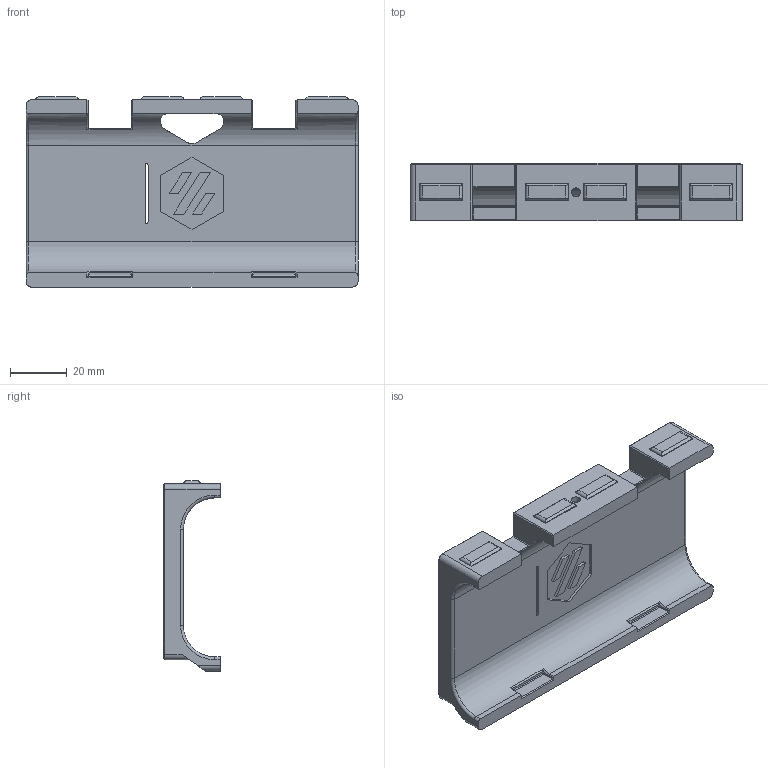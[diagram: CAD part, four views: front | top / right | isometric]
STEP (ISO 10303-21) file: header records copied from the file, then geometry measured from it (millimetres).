
FILE_DESCRIPTION(/* description */ (''),/* implementation_level */ '2;1');
FILE_NAME(/* name */ 'Middle_Skirt_Front.step',/* time_stamp */ '2022-05-08T20:32:13+02:00',/* author */ (''),/* organization */ (''),/* preprocessor_version */ 'ST-DEVELOPER v18.1',/* originating_system */ 'Autodesk Translation Framework v10.14.0.1471',/* authorisation */ '');
FILE_SCHEMA (('AUTOMOTIVE_DESIGN { 1 0 10303 214 3 1 1 }'));
Length unit declared in the file: millimetre
Products named in the file (1): Middle_Skirt_Front
Bounding box: 117 x 20 x 67 mm (x, y, z)
Volume: 62579.5 mm3; surface area: 22818.4 mm2
Topology: 1 solids, 1 shells, 204 faces, 489 edges, 295 vertices
Faces by surface type: plane 152, cylinder 31, cone 17, torus 4
Full cylindrical faces by diameter (mm): 3.2 x1, 6 x1
Entity records: 5850 total; most frequent: CARTESIAN_POINT 1046, DIRECTION 993, ORIENTED_EDGE 978, EDGE_CURVE 489, LINE 367, VECTOR 367, AXIS2_PLACEMENT_3D 313, VERTEX_POINT 295
